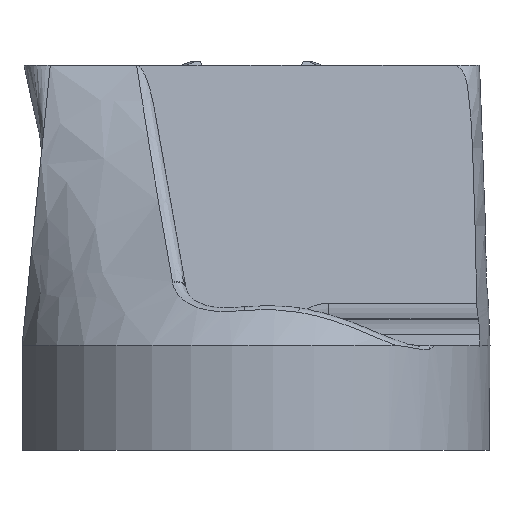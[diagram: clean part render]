
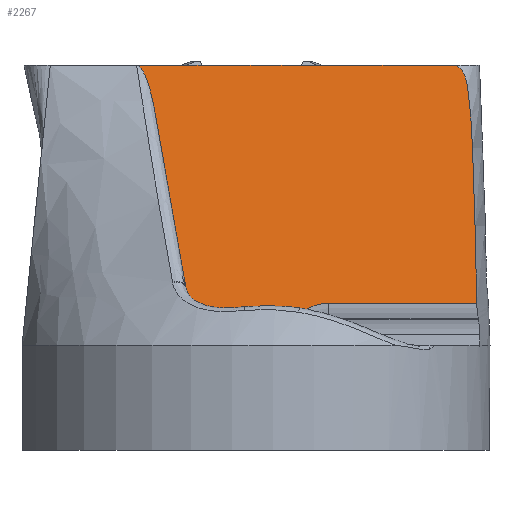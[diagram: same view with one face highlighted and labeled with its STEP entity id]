
A CAD part, left-side view. The second image highlights one B-rep face of the part: STEP entity #2267.
In plain terms, the highlighted planar face has unit normal (-0.985, 0, 0.174).
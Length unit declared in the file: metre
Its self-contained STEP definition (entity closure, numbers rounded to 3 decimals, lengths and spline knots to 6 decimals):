
#43=ELLIPSE('',#2453,0.002031,0.002);
#87=B_SPLINE_CURVE_WITH_KNOTS('',3,(#3271,#3272,#3273,#3274,#3275,#3276,
#3277,#3278,#3279,#3280,#3281,#3282),.UNSPECIFIED.,.F.,.F.,(4,1,1,1,1,1,
1,1,1,4),(0.,0.001773,0.00266,0.003547,
0.004433,0.00532,0.005763,0.006207,
0.00665,0.007093),.UNSPECIFIED.);
#128=B_SPLINE_CURVE_WITH_KNOTS('',3,(#3948,#3949,#3950,#3951,#3952,#3953,
#3954,#3955),.UNSPECIFIED.,.F.,.F.,(4,1,1,1,1,4),(0.,0.000161,
0.000322,0.000644,0.000966,0.001288),
 .UNSPECIFIED.);
#213=CIRCLE('',#2454,0.001222);
#546=ORIENTED_EDGE('',*,*,#1133,.T.);
#547=ORIENTED_EDGE('',*,*,#1134,.T.);
#548=ORIENTED_EDGE('',*,*,#1135,.T.);
#549=ORIENTED_EDGE('',*,*,#1136,.T.);
#550=ORIENTED_EDGE('',*,*,#981,.T.);
#551=ORIENTED_EDGE('',*,*,#949,.F.);
#552=ORIENTED_EDGE('',*,*,#1137,.T.);
#553=ORIENTED_EDGE('',*,*,#961,.F.);
#554=ORIENTED_EDGE('',*,*,#1119,.T.);
#555=ORIENTED_EDGE('',*,*,#1132,.T.);
#556=ORIENTED_EDGE('',*,*,#1117,.F.);
#557=ORIENTED_EDGE('',*,*,#966,.T.);
#558=ORIENTED_EDGE('',*,*,#1138,.F.);
#559=ORIENTED_EDGE('',*,*,#980,.T.);
#560=ORIENTED_EDGE('',*,*,#1139,.T.);
#561=ORIENTED_EDGE('',*,*,#1140,.F.);
#949=EDGE_CURVE('',#1300,#1301,#1523,.T.);
#961=EDGE_CURVE('',#1312,#1313,#1532,.T.);
#966=EDGE_CURVE('',#1318,#1317,#1534,.T.);
#980=EDGE_CURVE('',#1315,#1331,#1545,.T.);
#981=EDGE_CURVE('',#1332,#1301,#87,.T.);
#1117=EDGE_CURVE('',#1318,#1431,#1600,.T.);
#1119=EDGE_CURVE('',#1312,#1432,#1602,.T.);
#1132=EDGE_CURVE('',#1432,#1431,#1615,.T.);
#1133=EDGE_CURVE('',#1438,#1439,#43,.F.);
#1134=EDGE_CURVE('',#1439,#1440,#1616,.F.);
#1135=EDGE_CURVE('',#1440,#1441,#213,.T.);
#1136=EDGE_CURVE('',#1441,#1332,#1617,.F.);
#1137=EDGE_CURVE('',#1300,#1313,#1618,.T.);
#1138=EDGE_CURVE('',#1315,#1317,#1619,.T.);
#1139=EDGE_CURVE('',#1331,#1442,#128,.T.);
#1140=EDGE_CURVE('',#1438,#1442,#1620,.T.);
#1300=VERTEX_POINT('',#3162);
#1301=VERTEX_POINT('',#3164);
#1312=VERTEX_POINT('',#3186);
#1313=VERTEX_POINT('',#3188);
#1315=VERTEX_POINT('',#3193);
#1317=VERTEX_POINT('',#3197);
#1318=VERTEX_POINT('',#3199);
#1331=VERTEX_POINT('',#3225);
#1332=VERTEX_POINT('',#3283);
#1431=VERTEX_POINT('',#3907);
#1432=VERTEX_POINT('',#3911);
#1438=VERTEX_POINT('',#3939);
#1439=VERTEX_POINT('',#3940);
#1440=VERTEX_POINT('',#3942);
#1441=VERTEX_POINT('',#3944);
#1442=VERTEX_POINT('',#3956);
#1523=LINE('',#3163,#1708);
#1532=LINE('',#3187,#1717);
#1534=LINE('',#3198,#1719);
#1545=LINE('',#3226,#1730);
#1600=LINE('',#3906,#1785);
#1602=LINE('',#3910,#1787);
#1615=LINE('',#3936,#1800);
#1616=LINE('',#3941,#1801);
#1617=LINE('',#3945,#1802);
#1618=LINE('',#3946,#1803);
#1619=LINE('',#3947,#1804);
#1620=LINE('',#3957,#1805);
#1708=VECTOR('',#2574,1.);
#1717=VECTOR('',#2589,1.);
#1719=VECTOR('',#2599,1.);
#1730=VECTOR('',#2616,1.);
#1785=VECTOR('',#2803,1.);
#1787=VECTOR('',#2807,1.);
#1800=VECTOR('',#2834,1.);
#1801=VECTOR('',#2839,1.);
#1802=VECTOR('',#2842,1.);
#1803=VECTOR('',#2843,1.);
#1804=VECTOR('',#2844,1.);
#1805=VECTOR('',#2845,1.);
#1938=EDGE_LOOP('',(#546,#547,#548,#549,#550,#551,#552,#553,#554,#555,#556,
#557,#558,#559,#560,#561));
#2071=FACE_BOUND('',#1938,.T.);
#2180=PLANE('',#2452);
#2267=ADVANCED_FACE('',(#2071),#2180,.F.);
#2452=AXIS2_PLACEMENT_3D('',#3937,#2835,#2836);
#2453=AXIS2_PLACEMENT_3D('',#3938,#2837,#2838);
#2454=AXIS2_PLACEMENT_3D('',#3943,#2840,#2841);
#2574=DIRECTION('',(0.,-1.,0.));
#2589=DIRECTION('',(0.,-1.,0.));
#2599=DIRECTION('',(0.,1.,0.));
#2616=DIRECTION('',(0.,1.,0.));
#2803=DIRECTION('',(-0.174,0.,-0.985));
#2807=DIRECTION('',(-0.174,0.,-0.985));
#2834=DIRECTION('',(0.,1.,0.));
#2835=DIRECTION('',(0.985,0.,-0.174));
#2836=DIRECTION('',(-0.174,0.,-0.985));
#2837=DIRECTION('',(0.985,0.,-0.174));
#2838=DIRECTION('',(-0.174,0.,-0.985));
#2839=DIRECTION('',(-0.087,0.866,-0.492));
#2840=DIRECTION('',(0.985,0.,-0.174));
#2841=DIRECTION('',(-0.174,0.,-0.985));
#2842=DIRECTION('',(0.,1.,0.));
#2843=DIRECTION('',(0.,1.,0.));
#2844=DIRECTION('',(0.,-1.,0.));
#2845=DIRECTION('',(0.171,0.171,0.97));
#3162=CARTESIAN_POINT('',(-0.00075,-0.001857,0.011));
#3163=CARTESIAN_POINT('',(-0.00075,0.,0.011));
#3164=CARTESIAN_POINT('',(-0.00075,-0.00575,0.011));
#3186=CARTESIAN_POINT('',(-0.00075,-0.00005,0.011));
#3187=CARTESIAN_POINT('',(-0.00075,0.,0.011));
#3188=CARTESIAN_POINT('',(-0.00075,-0.001416,0.011));
#3193=CARTESIAN_POINT('',(-0.00075,0.001857,0.011));
#3197=CARTESIAN_POINT('',(-0.00075,0.001416,0.011));
#3198=CARTESIAN_POINT('',(-0.00075,-0.00175,0.011));
#3199=CARTESIAN_POINT('',(-0.00075,0.00005,0.011));
#3225=CARTESIAN_POINT('',(-0.00075,0.003285,0.011));
#3226=CARTESIAN_POINT('',(-0.00075,-0.00175,0.011));
#3271=CARTESIAN_POINT('',(-0.001949,-0.006423,0.004203));
#3272=CARTESIAN_POINT('',(-0.001846,-0.00641,0.004785));
#3273=CARTESIAN_POINT('',(-0.001692,-0.006391,0.005658));
#3274=CARTESIAN_POINT('',(-0.001487,-0.006362,0.006822));
#3275=CARTESIAN_POINT('',(-0.001333,-0.006337,0.007695));
#3276=CARTESIAN_POINT('',(-0.001179,-0.006306,0.008567));
#3277=CARTESIAN_POINT('',(-0.001051,-0.00627,0.009294));
#3278=CARTESIAN_POINT('',(-0.000948,-0.006227,0.009875));
#3279=CARTESIAN_POINT('',(-0.000872,-0.006172,0.010309));
#3280=CARTESIAN_POINT('',(-0.000797,-0.006101,0.010735));
#3281=CARTESIAN_POINT('',(-0.00075,-0.005899,0.011));
#3282=CARTESIAN_POINT('',(-0.00075,-0.00575,0.011));
#3283=CARTESIAN_POINT('',(-0.001949,-0.006423,0.004203));
#3906=CARTESIAN_POINT('',(-0.000743,0.00005,0.011037));
#3907=CARTESIAN_POINT('',(-0.000752,0.00005,0.01099));
#3910=CARTESIAN_POINT('',(-0.000743,-0.00005,0.011037));
#3911=CARTESIAN_POINT('',(-0.000752,-0.00005,0.01099));
#3936=CARTESIAN_POINT('',(-0.000752,-0.000001,0.01099));
#3937=CARTESIAN_POINT('',(-0.00075,0.003,0.011));
#3938=CARTESIAN_POINT('',(-0.001808,-0.000089,0.005));
#3939=CARTESIAN_POINT('',(-0.001869,0.001881,0.004653));
#3940=CARTESIAN_POINT('',(-0.002157,0.000207,0.003022));
#3941=CARTESIAN_POINT('',(-0.002015,-0.001206,0.003826));
#3942=CARTESIAN_POINT('',(-0.001977,-0.001586,0.004042));
#3943=CARTESIAN_POINT('',(-0.002161,-0.002197,0.003));
#3944=CARTESIAN_POINT('',(-0.001949,-0.002197,0.004203));
#3945=CARTESIAN_POINT('',(-0.001949,0.003,0.004203));
#3946=CARTESIAN_POINT('',(-0.00075,-0.001636,0.011));
#3947=CARTESIAN_POINT('',(-0.00075,0.001636,0.011));
#3948=CARTESIAN_POINT('',(-0.00075,0.003285,0.011));
#3949=CARTESIAN_POINT('',(-0.00075,0.00323,0.011));
#3950=CARTESIAN_POINT('',(-0.000767,0.003155,0.010906));
#3951=CARTESIAN_POINT('',(-0.000797,0.003052,0.010731));
#3952=CARTESIAN_POINT('',(-0.000841,0.002954,0.010484));
#3953=CARTESIAN_POINT('',(-0.000894,0.002865,0.010185));
#3954=CARTESIAN_POINT('',(-0.00093,0.00282,0.009981));
#3955=CARTESIAN_POINT('',(-0.000948,0.002802,0.009878));
#3956=CARTESIAN_POINT('',(-0.000948,0.002802,0.009878));
#3957=CARTESIAN_POINT('',(-0.00075,0.003,0.011));
